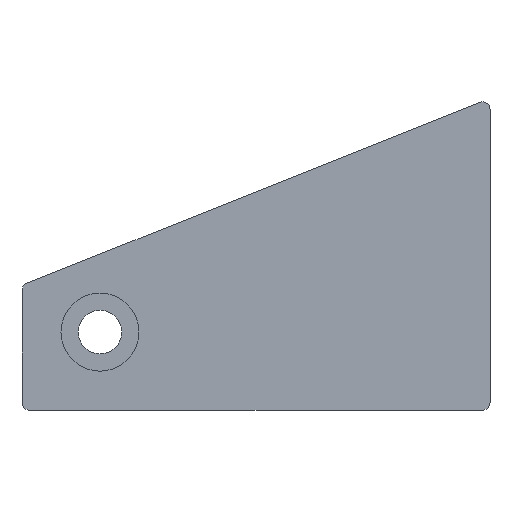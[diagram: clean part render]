
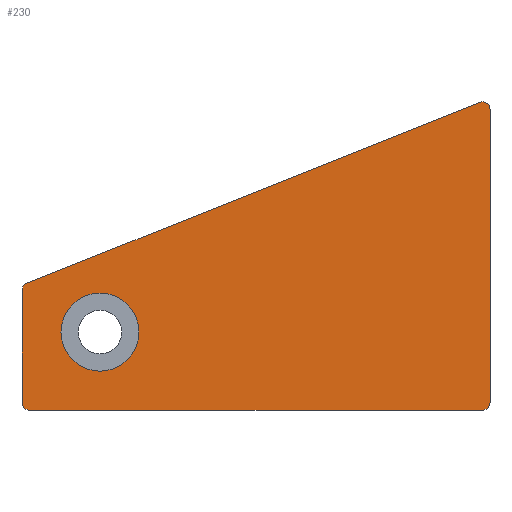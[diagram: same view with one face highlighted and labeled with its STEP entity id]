
A CAD part, top view. The second image highlights one B-rep face of the part: STEP entity #230.
In plain terms, the highlighted planar face has unit normal (0, 0, 1).
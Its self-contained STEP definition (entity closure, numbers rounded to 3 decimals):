
#17=FACE_BOUND('',#53,.T.);
#24=PLANE('',#269);
#37=FACE_OUTER_BOUND('',#52,.T.);
#52=EDGE_LOOP('',(#203,#204,#205,#206,#207,#208,#209,#210));
#53=EDGE_LOOP('',(#211));
#60=LINE('',#368,#78);
#66=LINE('',#388,#84);
#69=LINE('',#396,#87);
#71=LINE('',#402,#89);
#78=VECTOR('',#300,10.);
#84=VECTOR('',#320,10.);
#87=VECTOR('',#329,10.);
#89=VECTOR('',#337,10.);
#91=CIRCLE('',#247,25.);
#94=CIRCLE('',#253,5.);
#99=CIRCLE('',#261,5.);
#100=CIRCLE('',#264,5.);
#101=CIRCLE('',#267,5.);
#103=VERTEX_POINT('',#344);
#106=VERTEX_POINT('',#355);
#107=VERTEX_POINT('',#356);
#111=VERTEX_POINT('',#366);
#117=VERTEX_POINT('',#382);
#118=VERTEX_POINT('',#386);
#119=VERTEX_POINT('',#390);
#120=VERTEX_POINT('',#394);
#121=VERTEX_POINT('',#398);
#124=EDGE_CURVE('',#103,#103,#91,.T.);
#128=EDGE_CURVE('',#106,#107,#94,.T.);
#134=EDGE_CURVE('',#106,#111,#60,.T.);
#141=EDGE_CURVE('',#117,#111,#99,.T.);
#144=EDGE_CURVE('',#117,#118,#66,.T.);
#145=EDGE_CURVE('',#119,#118,#100,.T.);
#148=EDGE_CURVE('',#119,#120,#69,.T.);
#149=EDGE_CURVE('',#121,#120,#101,.T.);
#151=EDGE_CURVE('',#121,#107,#71,.T.);
#203=ORIENTED_EDGE('',*,*,#128,.F.);
#204=ORIENTED_EDGE('',*,*,#134,.T.);
#205=ORIENTED_EDGE('',*,*,#141,.F.);
#206=ORIENTED_EDGE('',*,*,#144,.T.);
#207=ORIENTED_EDGE('',*,*,#145,.F.);
#208=ORIENTED_EDGE('',*,*,#148,.T.);
#209=ORIENTED_EDGE('',*,*,#149,.F.);
#210=ORIENTED_EDGE('',*,*,#151,.T.);
#211=ORIENTED_EDGE('',*,*,#124,.T.);
#230=ADVANCED_FACE('',(#37,#17),#24,.T.);
#247=AXIS2_PLACEMENT_3D('',#346,#277,#278);
#253=AXIS2_PLACEMENT_3D('',#357,#290,#291);
#261=AXIS2_PLACEMENT_3D('',#383,#314,#315);
#264=AXIS2_PLACEMENT_3D('',#391,#323,#324);
#267=AXIS2_PLACEMENT_3D('',#399,#332,#333);
#269=AXIS2_PLACEMENT_3D('',#403,#338,#339);
#277=DIRECTION('center_axis',(0.,0.,-1.));
#278=DIRECTION('ref_axis',(1.,0.,0.));
#290=DIRECTION('center_axis',(0.,0.,-1.));
#291=DIRECTION('ref_axis',(0.707,-0.707,0.));
#300=DIRECTION('',(0.,1.,0.));
#314=DIRECTION('center_axis',(0.,0.,-1.));
#315=DIRECTION('ref_axis',(0.561,0.828,0.));
#320=DIRECTION('',(-0.928,-0.371,0.));
#323=DIRECTION('center_axis',(0.,0.,-1.));
#324=DIRECTION('ref_axis',(-0.828,0.561,0.));
#329=DIRECTION('',(0.,-1.,0.));
#332=DIRECTION('center_axis',(0.,0.,-1.));
#333=DIRECTION('ref_axis',(-0.707,-0.707,0.));
#337=DIRECTION('',(1.,0.,0.));
#338=DIRECTION('center_axis',(0.,0.,1.));
#339=DIRECTION('ref_axis',(1.,0.,0.));
#344=CARTESIAN_POINT('',(25.,50.,8.));
#346=CARTESIAN_POINT('Origin',(50.,50.,8.));
#355=CARTESIAN_POINT('',(300.,5.,8.));
#356=CARTESIAN_POINT('',(295.,0.,8.));
#357=CARTESIAN_POINT('Origin',(295.,5.,8.));
#366=CARTESIAN_POINT('',(300.,192.615,8.));
#368=CARTESIAN_POINT('',(300.,0.,8.));
#382=CARTESIAN_POINT('',(293.143,197.257,8.));
#383=CARTESIAN_POINT('Origin',(295.,192.615,8.));
#386=CARTESIAN_POINT('',(3.143,81.257,8.));
#388=CARTESIAN_POINT('',(300.,200.,8.));
#390=CARTESIAN_POINT('',(0.,76.615,8.));
#391=CARTESIAN_POINT('Origin',(5.,76.615,8.));
#394=CARTESIAN_POINT('',(0.,5.,8.));
#396=CARTESIAN_POINT('',(0.,80.,8.));
#398=CARTESIAN_POINT('',(5.,0.,8.));
#399=CARTESIAN_POINT('Origin',(5.,5.,8.));
#402=CARTESIAN_POINT('',(0.,0.,8.));
#403=CARTESIAN_POINT('Origin',(150.,100.,8.));
